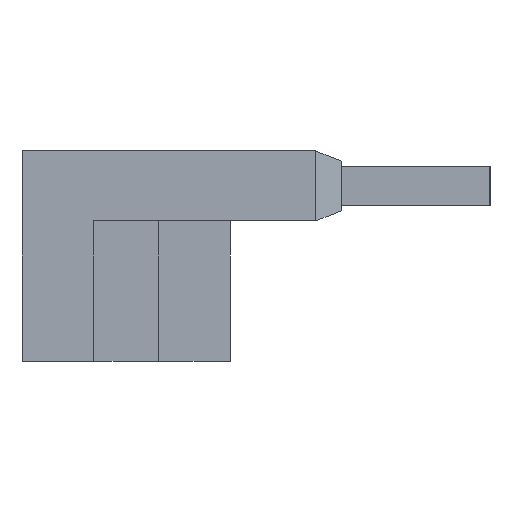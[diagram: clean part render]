
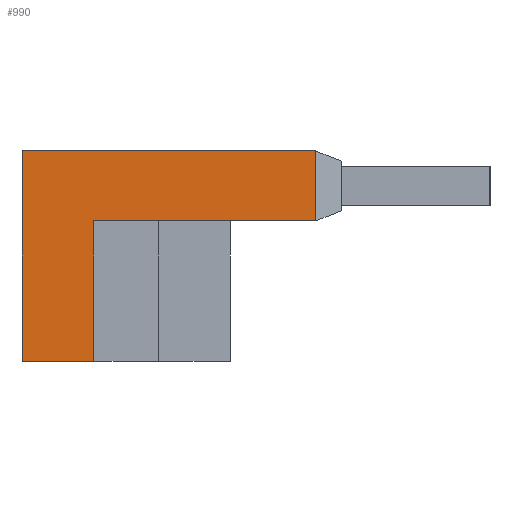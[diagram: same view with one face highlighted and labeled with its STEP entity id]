
A CAD part, left-side view. The second image highlights one B-rep face of the part: STEP entity #990.
In plain terms, the highlighted planar face has unit normal (-1, 0, 0).
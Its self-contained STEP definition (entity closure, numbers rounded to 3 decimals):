
#147 = EDGE_CURVE ( 'NONE', #1909, #1873, #2670, .T. ) ;
#176 = EDGE_CURVE ( 'NONE', #1716, #1932, #2770, .T. ) ;
#191 = EDGE_CURVE ( 'NONE', #1851, #1753, #2816, .T. ) ;
#197 = EDGE_CURVE ( 'NONE', #1753, #1716, #2833, .T. ) ;
#229 = EDGE_CURVE ( 'NONE', #1932, #1909, #4498, .T. ) ;
#234 = EDGE_CURVE ( 'NONE', #1873, #1851, #4477, .T. ) ;
#713 = AXIS2_PLACEMENT_3D ( 'NONE', #3751, #3730, #3727 ) ;
#990 = ADVANCED_FACE ( 'NONE', ( #1236 ), #3752, .T. ) ;
#1236 = FACE_OUTER_BOUND ( 'NONE', #2524, .T. ) ;
#1716 = VERTEX_POINT ( 'NONE', #5394 ) ;
#1753 = VERTEX_POINT ( 'NONE', #5340 ) ;
#1851 = VERTEX_POINT ( 'NONE', #5494 ) ;
#1873 = VERTEX_POINT ( 'NONE', #5627 ) ;
#1909 = VERTEX_POINT ( 'NONE', #5572 ) ;
#1932 = VERTEX_POINT ( 'NONE', #5536 ) ;
#2360 = ORIENTED_EDGE ( 'NONE', *, *, #229, .T. ) ;
#2361 = ORIENTED_EDGE ( 'NONE', *, *, #147, .T. ) ;
#2363 = ORIENTED_EDGE ( 'NONE', *, *, #234, .T. ) ;
#2364 = ORIENTED_EDGE ( 'NONE', *, *, #191, .T. ) ;
#2365 = ORIENTED_EDGE ( 'NONE', *, *, #197, .T. ) ;
#2366 = ORIENTED_EDGE ( 'NONE', *, *, #176, .T. ) ;
#2524 = EDGE_LOOP ( 'NONE', ( #2360, #2361, #2363, #2364, #2365, #2366 ) ) ;
#2670 = LINE ( 'NONE', #2994, #2683 ) ;
#2683 = VECTOR ( 'NONE', #3098, 1000. ) ;
#2770 = LINE ( 'NONE', #3097, #2776 ) ;
#2776 = VECTOR ( 'NONE', #3085, 1000. ) ;
#2816 = LINE ( 'NONE', #3057, #2820 ) ;
#2820 = VECTOR ( 'NONE', #3061, 1000. ) ;
#2833 = LINE ( 'NONE', #3049, #2846 ) ;
#2846 = VECTOR ( 'NONE', #3043, 1000. ) ;
#2959 = DIRECTION ( 'NONE',  ( 0., 1., 0. ) ) ;
#2960 = CARTESIAN_POINT ( 'NONE',  ( 3.5, 87.8, 112.3 ) ) ;
#2973 = DIRECTION ( 'NONE',  ( 0., -1., 0. ) ) ;
#2988 = CARTESIAN_POINT ( 'NONE',  ( 3.5, 87.8, 108.2 ) ) ;
#2994 = CARTESIAN_POINT ( 'NONE',  ( 3.5, 87.8, 108.2 ) ) ;
#3043 = DIRECTION ( 'NONE',  ( 0., -1., 0. ) ) ;
#3049 = CARTESIAN_POINT ( 'NONE',  ( 3.5, 102.9, 100. ) ) ;
#3057 = CARTESIAN_POINT ( 'NONE',  ( 3.5, 105., 108.2 ) ) ;
#3061 = DIRECTION ( 'NONE',  ( 0., 0., -1. ) ) ;
#3085 = DIRECTION ( 'NONE',  ( 0., 0., 1. ) ) ;
#3097 = CARTESIAN_POINT ( 'NONE',  ( 3.5, 100.8, 108.2 ) ) ;
#3098 = DIRECTION ( 'NONE',  ( 0., 0., 1. ) ) ;
#3727 = DIRECTION ( 'NONE',  ( 0., -1., 0. ) ) ;
#3730 = DIRECTION ( 'NONE',  ( -1., 0., 0. ) ) ;
#3751 = CARTESIAN_POINT ( 'NONE',  ( 3.5, 87.8, 108.2 ) ) ;
#3752 = PLANE ( 'NONE',  #713 ) ;
#4474 = VECTOR ( 'NONE', #2959, 1000. ) ;
#4477 = LINE ( 'NONE', #2960, #4474 ) ;
#4486 = VECTOR ( 'NONE', #2973, 1000. ) ;
#4498 = LINE ( 'NONE', #2988, #4486 ) ;
#5340 = CARTESIAN_POINT ( 'NONE',  ( 3.5, 105., 100. ) ) ;
#5394 = CARTESIAN_POINT ( 'NONE',  ( 3.5, 100.8, 100. ) ) ;
#5494 = CARTESIAN_POINT ( 'NONE',  ( 3.5, 105., 112.3 ) ) ;
#5536 = CARTESIAN_POINT ( 'NONE',  ( 3.5, 100.8, 108.2 ) ) ;
#5572 = CARTESIAN_POINT ( 'NONE',  ( 3.5, 87.8, 108.2 ) ) ;
#5627 = CARTESIAN_POINT ( 'NONE',  ( 3.5, 87.8, 112.3 ) ) ;
